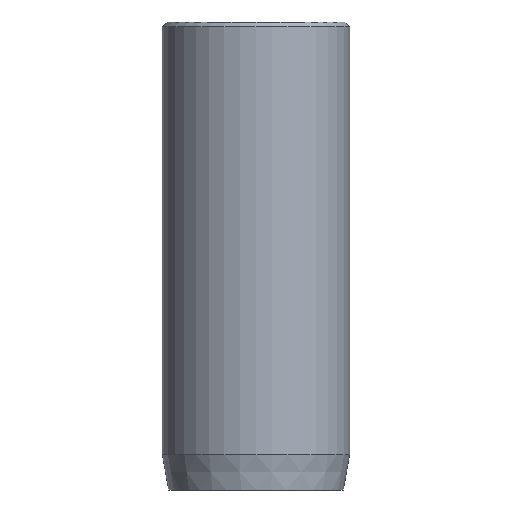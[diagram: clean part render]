
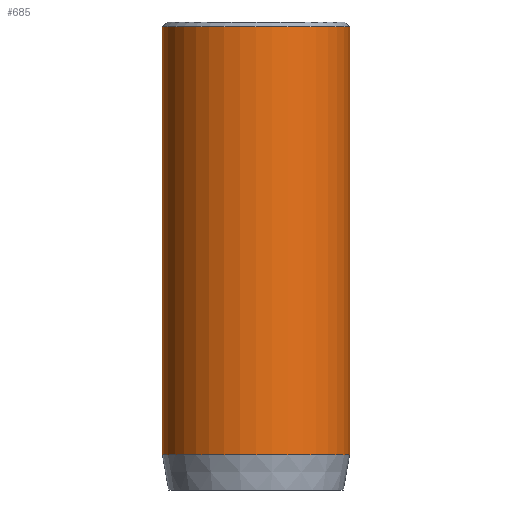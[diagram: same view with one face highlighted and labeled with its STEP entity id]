
A CAD part, front view. The second image highlights one B-rep face of the part: STEP entity #685.
In plain terms, the highlighted cylindrical face has radius 4 mm (diameter 8 mm), a partial arc.
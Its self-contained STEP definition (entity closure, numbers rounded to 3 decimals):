
#27 = CARTESIAN_POINT ( 'NONE',  ( 4., 0., 19.8 ) ) ;
#64 = LINE ( 'NONE', #1140, #820 ) ;
#149 = DIRECTION ( 'NONE',  ( 1., 0., 0. ) ) ;
#155 = CARTESIAN_POINT ( 'NONE',  ( 0., 0., 1.5 ) ) ;
#166 = DIRECTION ( 'NONE',  ( 0., 0., 1. ) ) ;
#265 = CARTESIAN_POINT ( 'NONE',  ( -4., 0., 1.5 ) ) ;
#286 = ORIENTED_EDGE ( 'NONE', *, *, #735, .F. ) ;
#336 = CIRCLE ( 'NONE', #476, 4. ) ;
#350 = CARTESIAN_POINT ( 'NONE',  ( -4., 0., 19.8 ) ) ;
#367 = EDGE_CURVE ( 'NONE', #536, #509, #336, .T. ) ;
#476 = AXIS2_PLACEMENT_3D ( 'NONE', #155, #166, #149 ) ;
#509 = VERTEX_POINT ( 'NONE', #611 ) ;
#536 = VERTEX_POINT ( 'NONE', #265 ) ;
#611 = CARTESIAN_POINT ( 'NONE',  ( 4., 0., 1.5 ) ) ;
#642 = ORIENTED_EDGE ( 'NONE', *, *, #676, .T. ) ;
#669 = EDGE_CURVE ( 'NONE', #952, #536, #64, .T. ) ;
#675 = ORIENTED_EDGE ( 'NONE', *, *, #367, .T. ) ;
#676 = EDGE_CURVE ( 'NONE', #1080, #952, #1074, .T. ) ;
#685 = ADVANCED_FACE ( 'NONE', ( #1052 ), #794, .T. ) ;
#735 = EDGE_CURVE ( 'NONE', #1080, #509, #996, .T. ) ;
#741 = AXIS2_PLACEMENT_3D ( 'NONE', #821, #813, #1093 ) ;
#768 = VECTOR ( 'NONE', #981, 1000. ) ;
#794 = CYLINDRICAL_SURFACE ( 'NONE', #914, 4. ) ;
#813 = DIRECTION ( 'NONE',  ( 0., 0., -1. ) ) ;
#820 = VECTOR ( 'NONE', #1143, 1000. ) ;
#821 = CARTESIAN_POINT ( 'NONE',  ( 0., 0., 19.8 ) ) ;
#835 = DIRECTION ( 'NONE',  ( -1., 0., 0. ) ) ;
#914 = AXIS2_PLACEMENT_3D ( 'NONE', #1096, #1180, #835 ) ;
#952 = VERTEX_POINT ( 'NONE', #350 ) ;
#981 = DIRECTION ( 'NONE',  ( 0., 0., -1. ) ) ;
#996 = LINE ( 'NONE', #1024, #768 ) ;
#1024 = CARTESIAN_POINT ( 'NONE',  ( 4., 0., 20. ) ) ;
#1052 = FACE_OUTER_BOUND ( 'NONE', #1208, .T. ) ;
#1074 = CIRCLE ( 'NONE', #741, 4. ) ;
#1080 = VERTEX_POINT ( 'NONE', #27 ) ;
#1093 = DIRECTION ( 'NONE',  ( 1., 0., 0. ) ) ;
#1096 = CARTESIAN_POINT ( 'NONE',  ( 0., 0., 20. ) ) ;
#1140 = CARTESIAN_POINT ( 'NONE',  ( -4., 0., 20. ) ) ;
#1143 = DIRECTION ( 'NONE',  ( 0., 0., -1. ) ) ;
#1148 = ORIENTED_EDGE ( 'NONE', *, *, #669, .T. ) ;
#1180 = DIRECTION ( 'NONE',  ( 0., 0., -1. ) ) ;
#1208 = EDGE_LOOP ( 'NONE', ( #286, #642, #1148, #675 ) ) ;
